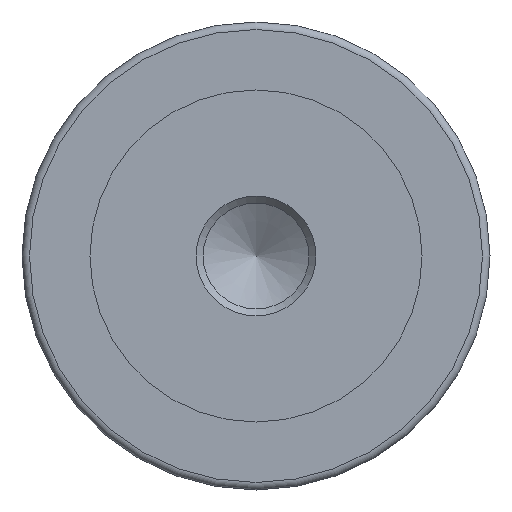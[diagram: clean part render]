
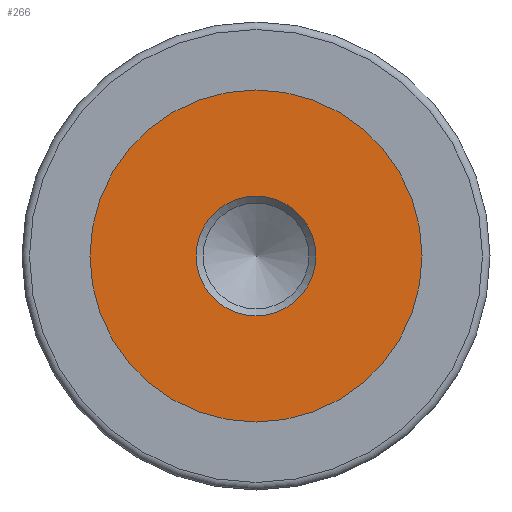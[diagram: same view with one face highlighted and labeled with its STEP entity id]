
A CAD part, left-side view. The second image highlights one B-rep face of the part: STEP entity #266.
In plain terms, the highlighted planar face has unit normal (-1, 0, 0).
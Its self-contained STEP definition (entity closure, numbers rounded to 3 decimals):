
#266 = ADVANCED_FACE( '', ( #489, #490 ), #491, .F. );
#489 = FACE_OUTER_BOUND( '', #700, .T. );
#490 = FACE_BOUND( '', #701, .T. );
#491 = PLANE( '', #702 );
#700 = EDGE_LOOP( '', ( #1020 ) );
#701 = EDGE_LOOP( '', ( #1021 ) );
#702 = AXIS2_PLACEMENT_3D( '', #1022, #1023, #1024 );
#1020 = ORIENTED_EDGE( '', *, *, #1241, .F. );
#1021 = ORIENTED_EDGE( '', *, *, #1238, .T. );
#1022 = CARTESIAN_POINT( '', ( -1.3, 0., 0. ) );
#1023 = DIRECTION( '', ( 1., 0., 0. ) );
#1024 = DIRECTION( '', ( 0., 0., -1. ) );
#1238 = EDGE_CURVE( '', #1425, #1425, #1426, .T. );
#1241 = EDGE_CURVE( '', #1430, #1430, #1431, .T. );
#1425 = VERTEX_POINT( '', #1653 );
#1426 = CIRCLE( '', #1654, 7.933 );
#1430 = VERTEX_POINT( '', #1658 );
#1431 = CIRCLE( '', #1659, 22. );
#1653 = CARTESIAN_POINT( '', ( -1.3, 0., -7.933 ) );
#1654 = AXIS2_PLACEMENT_3D( '', #1855, #1856, #1857 );
#1658 = CARTESIAN_POINT( '', ( -1.3, 0., -22. ) );
#1659 = AXIS2_PLACEMENT_3D( '', #1861, #1862, #1863 );
#1855 = CARTESIAN_POINT( '', ( -1.3, 0., 0. ) );
#1856 = DIRECTION( '', ( 1., 0., 0. ) );
#1857 = DIRECTION( '', ( 0., 0., -1. ) );
#1861 = CARTESIAN_POINT( '', ( -1.3, 0., 0. ) );
#1862 = DIRECTION( '', ( 1., 0., 0. ) );
#1863 = DIRECTION( '', ( 0., 0., -1. ) );
